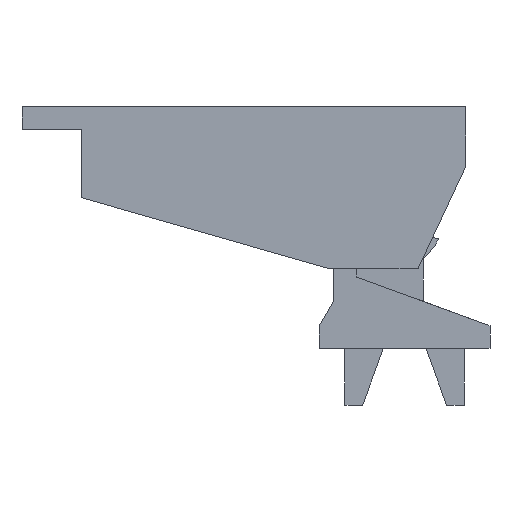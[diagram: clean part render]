
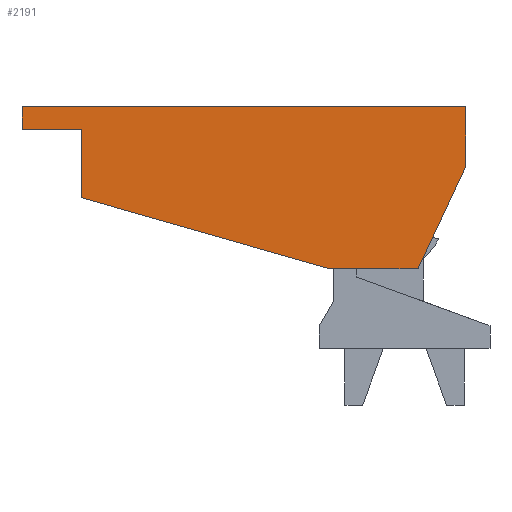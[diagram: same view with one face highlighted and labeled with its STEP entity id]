
A CAD part, left-side view. The second image highlights one B-rep face of the part: STEP entity #2191.
In plain terms, the highlighted planar face has unit normal (-1, 0, 0).
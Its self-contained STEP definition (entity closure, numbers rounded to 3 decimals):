
#2146=AXIS2_PLACEMENT_3D('Plane Axis2P3D',#2143,#2144,#2145) ;
#2045=CARTESIAN_POINT('Line Origine',(0.,15.4,9.7)) ;
#2049=CARTESIAN_POINT('Vertex',(0.,16.45,9.7)) ;
#2051=CARTESIAN_POINT('Vertex',(0.,14.35,9.7)) ;
#2076=CARTESIAN_POINT('Line Origine',(0.,16.45,10.1)) ;
#2080=CARTESIAN_POINT('Vertex',(0.,16.45,10.5)) ;
#2125=CARTESIAN_POINT('Vertex',(0.,14.35,7.3)) ;
#2128=CARTESIAN_POINT('Line Origine',(0.,14.35,8.5)) ;
#2143=CARTESIAN_POINT('Axis2P3D Location',(0.,3.85,6.9)) ;
#2148=CARTESIAN_POINT('Line Origine',(0.,9.991,6.05)) ;
#2152=CARTESIAN_POINT('Vertex',(0.,5.631,4.8)) ;
#2155=CARTESIAN_POINT('Line Origine',(0.,4.08,4.8)) ;
#2159=CARTESIAN_POINT('Vertex',(0.,2.529,4.8)) ;
#2162=CARTESIAN_POINT('Line Origine',(0.,1.689,6.6)) ;
#2166=CARTESIAN_POINT('Vertex',(0.,0.85,8.4)) ;
#2169=CARTESIAN_POINT('Line Origine',(0.,0.85,9.45)) ;
#2173=CARTESIAN_POINT('Vertex',(0.,0.85,10.5)) ;
#2176=CARTESIAN_POINT('Line Origine',(0.,8.65,10.5)) ;
#2046=DIRECTION('Vector Direction',(0.,1.,0.)) ;
#2077=DIRECTION('Vector Direction',(0.,0.,-1.)) ;
#2129=DIRECTION('Vector Direction',(0.,0.,-1.)) ;
#2144=DIRECTION('Axis2P3D Direction',(-1.,0.,0.)) ;
#2145=DIRECTION('Axis2P3D XDirection',(0.,-1.,0.)) ;
#2149=DIRECTION('Vector Direction',(0.,-0.961,-0.276)) ;
#2156=DIRECTION('Vector Direction',(0.,1.,0.)) ;
#2163=DIRECTION('Vector Direction',(0.,-0.423,0.906)) ;
#2170=DIRECTION('Vector Direction',(0.,0.,1.)) ;
#2177=DIRECTION('Vector Direction',(0.,-1.,0.)) ;
#2047=VECTOR('Line Direction',#2046,1.) ;
#2078=VECTOR('Line Direction',#2077,1.) ;
#2130=VECTOR('Line Direction',#2129,1.) ;
#2150=VECTOR('Line Direction',#2149,1.) ;
#2157=VECTOR('Line Direction',#2156,1.) ;
#2164=VECTOR('Line Direction',#2163,1.) ;
#2171=VECTOR('Line Direction',#2170,1.) ;
#2178=VECTOR('Line Direction',#2177,1.) ;
#2182=ORIENTED_EDGE('',*,*,#2053,.T.) ;
#2183=ORIENTED_EDGE('',*,*,#2132,.T.) ;
#2184=ORIENTED_EDGE('',*,*,#2154,.T.) ;
#2185=ORIENTED_EDGE('',*,*,#2161,.T.) ;
#2186=ORIENTED_EDGE('',*,*,#2168,.T.) ;
#2187=ORIENTED_EDGE('',*,*,#2175,.T.) ;
#2188=ORIENTED_EDGE('',*,*,#2180,.T.) ;
#2189=ORIENTED_EDGE('',*,*,#2082,.T.) ;
#2191=ADVANCED_FACE('S3D SCHT ZGB 30 - gedreht',(#2190),#2147,.T.) ;
#2053=EDGE_CURVE('',#2050,#2052,#2048,.F.) ;
#2082=EDGE_CURVE('',#2081,#2050,#2079,.T.) ;
#2132=EDGE_CURVE('',#2052,#2126,#2131,.T.) ;
#2154=EDGE_CURVE('',#2126,#2153,#2151,.T.) ;
#2161=EDGE_CURVE('',#2153,#2160,#2158,.F.) ;
#2168=EDGE_CURVE('',#2160,#2167,#2165,.T.) ;
#2175=EDGE_CURVE('',#2167,#2174,#2172,.T.) ;
#2180=EDGE_CURVE('',#2174,#2081,#2179,.F.) ;
#2181=EDGE_LOOP('',(#2182,#2183,#2184,#2185,#2186,#2187,#2188,#2189)) ;
#2190=FACE_OUTER_BOUND('',#2181,.T.) ;
#2048=LINE('Line',#2045,#2047) ;
#2079=LINE('Line',#2076,#2078) ;
#2131=LINE('Line',#2128,#2130) ;
#2151=LINE('Line',#2148,#2150) ;
#2158=LINE('Line',#2155,#2157) ;
#2165=LINE('Line',#2162,#2164) ;
#2172=LINE('Line',#2169,#2171) ;
#2179=LINE('Line',#2176,#2178) ;
#2147=PLANE('',#2146) ;
#2050=VERTEX_POINT('',#2049) ;
#2052=VERTEX_POINT('',#2051) ;
#2081=VERTEX_POINT('',#2080) ;
#2126=VERTEX_POINT('',#2125) ;
#2153=VERTEX_POINT('',#2152) ;
#2160=VERTEX_POINT('',#2159) ;
#2167=VERTEX_POINT('',#2166) ;
#2174=VERTEX_POINT('',#2173) ;
